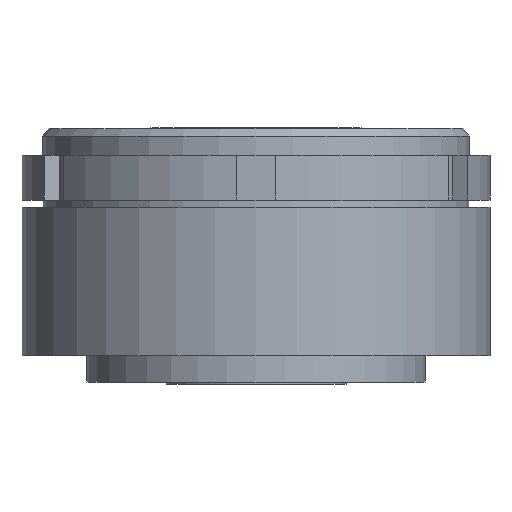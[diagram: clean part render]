
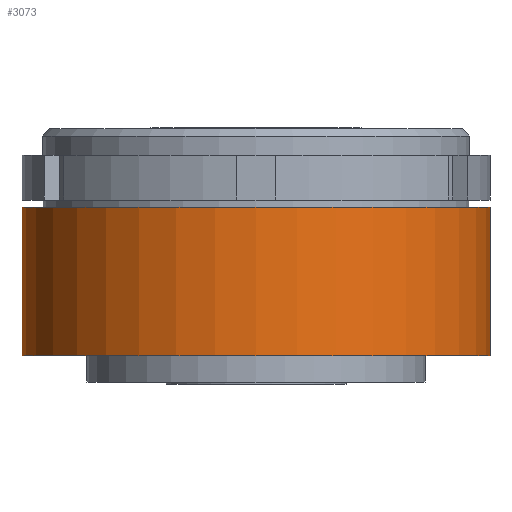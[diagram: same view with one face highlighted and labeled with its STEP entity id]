
A CAD part, front view. The second image highlights one B-rep face of the part: STEP entity #3073.
In plain terms, the highlighted cylindrical face has radius 97.5 mm (diameter 195 mm), a partial arc.
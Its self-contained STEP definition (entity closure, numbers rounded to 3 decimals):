
#414 = CARTESIAN_POINT ( 'NONE',  ( -97.5, 0., -3. ) ) ;
#416 = DIRECTION ( 'NONE',  ( 0., 0., 1. ) ) ;
#417 = VECTOR ( 'NONE', #416, 1000. ) ;
#418 = CARTESIAN_POINT ( 'NONE',  ( -97.5, 0., -75.8 ) ) ;
#419 = LINE ( 'NONE', #418, #417 ) ;
#420 = CARTESIAN_POINT ( 'NONE',  ( 97.5, 0., -64.8 ) ) ;
#557 = CARTESIAN_POINT ( 'NONE',  ( -97.5, 0., -64.8 ) ) ;
#666 = CARTESIAN_POINT ( 'NONE',  ( 97.5, 0., -3. ) ) ;
#748 = DIRECTION ( 'NONE',  ( 0., 0., 1. ) ) ;
#765 = LINE ( 'NONE', #769, #778 ) ;
#769 = CARTESIAN_POINT ( 'NONE',  ( 97.5, 0., -75.8 ) ) ;
#778 = VECTOR ( 'NONE', #748, 1000. ) ;
#1039 = AXIS2_PLACEMENT_3D ( 'NONE', #1054, #1053, #1052 ) ;
#1040 = CIRCLE ( 'NONE', #1039, 97.5 ) ;
#1052 = DIRECTION ( 'NONE',  ( -1., 0., 0. ) ) ;
#1053 = DIRECTION ( 'NONE',  ( 0., 0., -1. ) ) ;
#1054 = CARTESIAN_POINT ( 'NONE',  ( 0., 0., -3. ) ) ;
#1228 = CARTESIAN_POINT ( 'NONE',  ( 0., 0., -75.8 ) ) ;
#1238 = DIRECTION ( 'NONE',  ( 0., 0., 1. ) ) ;
#1245 = CYLINDRICAL_SURFACE ( 'NONE', #1281, 97.5 ) ;
#1273 = FACE_OUTER_BOUND ( 'NONE', #3109, .T. ) ;
#1280 = DIRECTION ( 'NONE',  ( 1., 0., 0. ) ) ;
#1281 = AXIS2_PLACEMENT_3D ( 'NONE', #1228, #1238, #1280 ) ;
#1494 = CARTESIAN_POINT ( 'NONE',  ( 0., 0., -64.8 ) ) ;
#1507 = DIRECTION ( 'NONE',  ( 0., 0., -1. ) ) ;
#1582 = CIRCLE ( 'NONE', #1589, 97.5 ) ;
#1586 = DIRECTION ( 'NONE',  ( -1., 0., 0. ) ) ;
#1589 = AXIS2_PLACEMENT_3D ( 'NONE', #1494, #1507, #1586 ) ;
#2629 = VERTEX_POINT ( 'NONE', #557 ) ;
#2635 = VERTEX_POINT ( 'NONE', #420 ) ;
#2637 = EDGE_CURVE ( 'NONE', #2629, #2638, #419, .T. ) ;
#2638 = VERTEX_POINT ( 'NONE', #414 ) ;
#2666 = VERTEX_POINT ( 'NONE', #666 ) ;
#2731 = EDGE_CURVE ( 'NONE', #2635, #2666, #765, .T. ) ;
#2963 = EDGE_CURVE ( 'NONE', #2666, #2638, #1040, .T. ) ;
#3073 = ADVANCED_FACE ( 'NONE', ( #1273 ), #1245, .T. ) ;
#3091 = ORIENTED_EDGE ( 'NONE', *, *, #2637, .F. ) ;
#3097 = EDGE_CURVE ( 'NONE', #2635, #2629, #1582, .T. ) ;
#3098 = ORIENTED_EDGE ( 'NONE', *, *, #2963, .T. ) ;
#3107 = ORIENTED_EDGE ( 'NONE', *, *, #3097, .F. ) ;
#3109 = EDGE_LOOP ( 'NONE', ( #3091, #3107, #3144, #3098 ) ) ;
#3144 = ORIENTED_EDGE ( 'NONE', *, *, #2731, .T. ) ;
